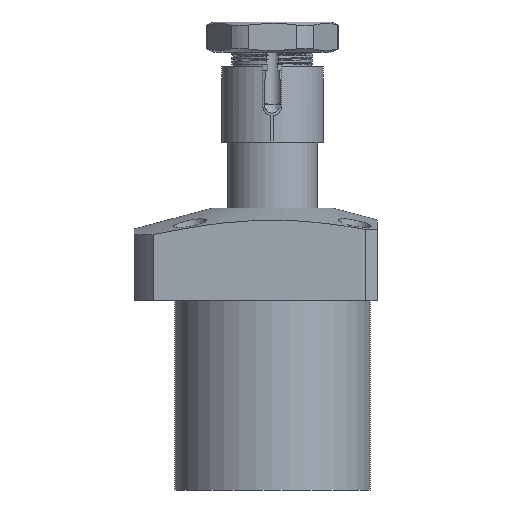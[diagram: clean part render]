
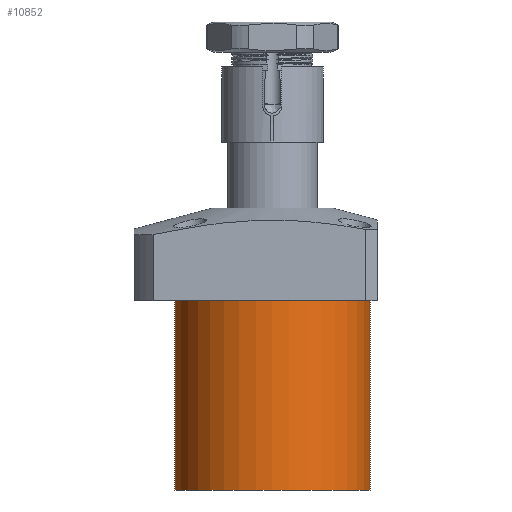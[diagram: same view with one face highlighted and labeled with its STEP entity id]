
A CAD part, front view. The second image highlights one B-rep face of the part: STEP entity #10852.
In plain terms, the highlighted cylindrical face has radius 32.5 mm (diameter 65 mm), a partial arc.
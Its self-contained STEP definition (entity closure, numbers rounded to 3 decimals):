
#166 = AXIS2_PLACEMENT_3D ( 'NONE', #10419, #10279, #13756 ) ;
#278 = CIRCLE ( 'NONE', #1940, 32.5 ) ;
#490 = LINE ( 'NONE', #4875, #8902 ) ;
#738 = CARTESIAN_POINT ( 'NONE',  ( 0., 0., 0. ) ) ;
#1147 = ORIENTED_EDGE ( 'NONE', *, *, #11019, .T. ) ;
#1704 = CARTESIAN_POINT ( 'NONE',  ( 32.5, 0., 0. ) ) ;
#1785 = VERTEX_POINT ( 'NONE', #9964 ) ;
#1835 = ORIENTED_EDGE ( 'NONE', *, *, #2816, .T. ) ;
#1940 = AXIS2_PLACEMENT_3D ( 'NONE', #738, #11812, #2955 ) ;
#2612 = DIRECTION ( 'NONE',  ( 1., 0., 0. ) ) ;
#2688 = AXIS2_PLACEMENT_3D ( 'NONE', #3924, #9231, #2612 ) ;
#2816 = EDGE_CURVE ( 'NONE', #4498, #10647, #12431, .T. ) ;
#2955 = DIRECTION ( 'NONE',  ( 1., 0., 0. ) ) ;
#3171 = EDGE_LOOP ( 'NONE', ( #8898, #1835, #5859, #1147 ) ) ;
#3924 = CARTESIAN_POINT ( 'NONE',  ( 0., 0., -63. ) ) ;
#4498 = VERTEX_POINT ( 'NONE', #5244 ) ;
#4875 = CARTESIAN_POINT ( 'NONE',  ( 32.5, 0., -63. ) ) ;
#5103 = VERTEX_POINT ( 'NONE', #1704 ) ;
#5244 = CARTESIAN_POINT ( 'NONE',  ( -32.5, 0., -63. ) ) ;
#5614 = CARTESIAN_POINT ( 'NONE',  ( -32.5, 0., -63. ) ) ;
#5859 = ORIENTED_EDGE ( 'NONE', *, *, #6790, .T. ) ;
#6790 = EDGE_CURVE ( 'NONE', #10647, #5103, #490, .T. ) ;
#6934 = DIRECTION ( 'NONE',  ( 0., 0., 1. ) ) ;
#6943 = DIRECTION ( 'NONE',  ( 0., 0., 1. ) ) ;
#7487 = CYLINDRICAL_SURFACE ( 'NONE', #2688, 32.5 ) ;
#8898 = ORIENTED_EDGE ( 'NONE', *, *, #9449, .F. ) ;
#8902 = VECTOR ( 'NONE', #6943, 1000. ) ;
#9231 = DIRECTION ( 'NONE',  ( 0., 0., 1. ) ) ;
#9368 = FACE_OUTER_BOUND ( 'NONE', #3171, .T. ) ;
#9449 = EDGE_CURVE ( 'NONE', #4498, #1785, #13495, .T. ) ;
#9740 = VECTOR ( 'NONE', #6934, 1000. ) ;
#9868 = CARTESIAN_POINT ( 'NONE',  ( 32.5, 0., -63. ) ) ;
#9964 = CARTESIAN_POINT ( 'NONE',  ( -32.5, 0., 0. ) ) ;
#10279 = DIRECTION ( 'NONE',  ( 0., 0., 1. ) ) ;
#10419 = CARTESIAN_POINT ( 'NONE',  ( 0., 0., -63. ) ) ;
#10647 = VERTEX_POINT ( 'NONE', #9868 ) ;
#10852 = ADVANCED_FACE ( 'NONE', ( #9368 ), #7487, .T. ) ;
#11019 = EDGE_CURVE ( 'NONE', #5103, #1785, #278, .T. ) ;
#11812 = DIRECTION ( 'NONE',  ( 0., 0., -1. ) ) ;
#12431 = CIRCLE ( 'NONE', #166, 32.5 ) ;
#13495 = LINE ( 'NONE', #5614, #9740 ) ;
#13756 = DIRECTION ( 'NONE',  ( 1., 0., 0. ) ) ;
